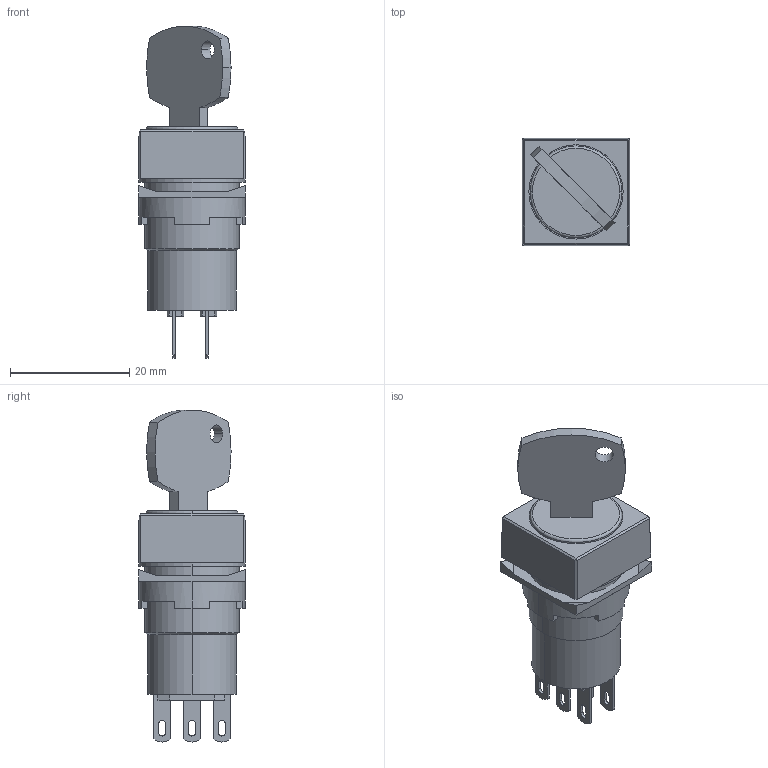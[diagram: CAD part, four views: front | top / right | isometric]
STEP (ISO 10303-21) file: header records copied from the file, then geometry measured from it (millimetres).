
FILE_DESCRIPTION (( 'STEP AP214' ), '1' );
FILE_NAME ('26_AS6Q-[2][3]$K(T)x(P)$.STEP', '2021-03-26T06:21:47', ( 'IDEC' ), ( 'IDEC' ), 'SwSTEP 2.0', 'SolidWorks 2019', '' );
FILE_SCHEMA (( 'AUTOMOTIVE_DESIGN' ));
Length unit declared in the file: millimetre
Products named in the file (4): 16-NUT-SET; A6-Nonill-Body; 26_AS6Q-[2][3]$K(T)x(P)$; A6-Key-Selector-Square
Assembly tree (3 placements, depth 2):
  26_AS6Q-[2][3]$K(T)x(P)$
    A6-Nonill-Body
    A6-Key-Selector-Square
    16-NUT-SET
Bounding box: 18 x 18 x 55.6 mm (x, y, z)
Volume: 7682.4 mm3; surface area: 4565.8 mm2
Topology: 3 solids, 3 shells, 169 faces, 447 edges, 292 vertices
Faces by surface type: plane 119, cylinder 46, cone 2, torus 2
Entity records: 5399 total; most frequent: CARTESIAN_POINT 914, DIRECTION 913, ORIENTED_EDGE 894, EDGE_CURVE 447, LINE 331, VECTOR 331, VERTEX_POINT 292, AXIS2_PLACEMENT_3D 291
